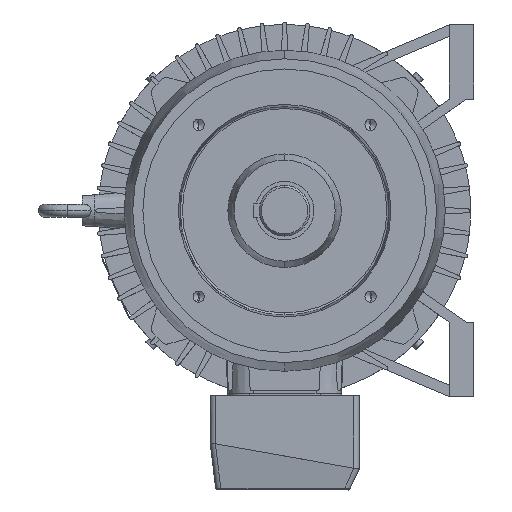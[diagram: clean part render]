
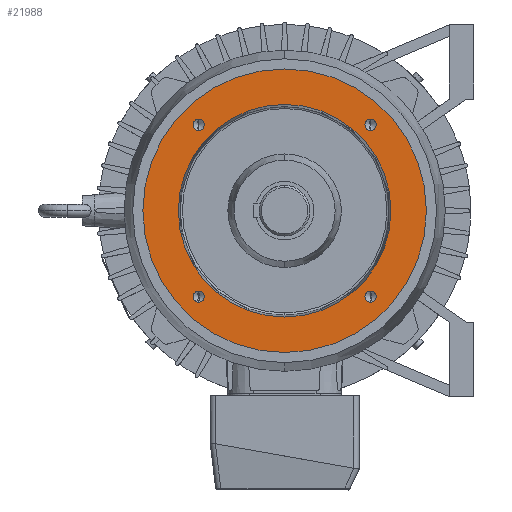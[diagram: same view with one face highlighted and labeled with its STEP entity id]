
A CAD part, left-side view. The second image highlights one B-rep face of the part: STEP entity #21988.
In plain terms, the highlighted planar face has unit normal (-1, 0, 0).
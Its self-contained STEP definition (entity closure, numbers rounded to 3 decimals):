
#16394 = CARTESIAN_POINT ( 'NONE',  ( -86., -80.822, -86.122 ) ) ;
#438 = VERTEX_POINT ( 'NONE', #21366 ) ;
#540 = CARTESIAN_POINT ( 'NONE',  ( -86., 80.822, 86.122 ) ) ;
#721 = EDGE_CURVE ( 'NONE', #1853, #438, #21638, .T. ) ;
#859 = CIRCLE ( 'NONE', #860, 5.3 ) ;
#860 = AXIS2_PLACEMENT_3D ( 'NONE', #861, #862, #873 ) ;
#861 = CARTESIAN_POINT ( 'NONE',  ( -86., 80.822, 80.822 ) ) ;
#862 = DIRECTION ( 'NONE',  ( -1., 0., 0. ) ) ;
#873 = DIRECTION ( 'NONE',  ( 0., 0., 1. ) ) ;
#17771 = CARTESIAN_POINT ( 'NONE',  ( -86., 0., -133.35 ) ) ;
#18035 = VERTEX_POINT ( 'NONE', #14961 ) ;
#1825 = CIRCLE ( 'NONE', #1826, 5.3 ) ;
#1826 = AXIS2_PLACEMENT_3D ( 'NONE', #1827, #1828, #1829 ) ;
#1827 = CARTESIAN_POINT ( 'NONE',  ( -86., -80.822, 80.822 ) ) ;
#1828 = DIRECTION ( 'NONE',  ( -1., 0., 0. ) ) ;
#1829 = DIRECTION ( 'NONE',  ( 0., 0., 1. ) ) ;
#1853 = VERTEX_POINT ( 'NONE', #23320 ) ;
#18319 = EDGE_CURVE ( 'NONE', #19493, #18035, #15197, .T. ) ;
#2167 = CARTESIAN_POINT ( 'NONE',  ( -86., -80.822, 86.122 ) ) ;
#2342 = CIRCLE ( 'NONE', #2343, 5.3 ) ;
#2343 = AXIS2_PLACEMENT_3D ( 'NONE', #2348, #2349, #2350 ) ;
#2348 = CARTESIAN_POINT ( 'NONE',  ( -86., -80.822, 80.822 ) ) ;
#2349 = DIRECTION ( 'NONE',  ( -1., 0., 0. ) ) ;
#2350 = DIRECTION ( 'NONE',  ( 0., 0., 1. ) ) ;
#18906 = CIRCLE ( 'NONE', #18907, 133.35 ) ;
#18907 = AXIS2_PLACEMENT_3D ( 'NONE', #18908, #18909, #18910 ) ;
#18908 = CARTESIAN_POINT ( 'NONE',  ( -86., 0., 0. ) ) ;
#18909 = DIRECTION ( 'NONE',  ( -1., 0., 0. ) ) ;
#18910 = DIRECTION ( 'NONE',  ( 0., 0., 1. ) ) ;
#19050 = VERTEX_POINT ( 'NONE', #15902 ) ;
#19180 = FACE_BOUND ( 'NONE', #9675, .T. ) ;
#19181 = FACE_BOUND ( 'NONE', #7580, .T. ) ;
#19182 = FACE_BOUND ( 'NONE', #5497, .T. ) ;
#19183 = FACE_BOUND ( 'NONE', #15405, .T. ) ;
#19184 = FACE_BOUND ( 'NONE', #13075, .T. ) ;
#19196 = FACE_OUTER_BOUND ( 'NONE', #11463, .T. ) ;
#19197 = PLANE ( 'NONE',  #19198 ) ;
#19198 = AXIS2_PLACEMENT_3D ( 'NONE', #19199, #19200, #19201 ) ;
#19199 = CARTESIAN_POINT ( 'NONE',  ( -86., 133.35, 0. ) ) ;
#19200 = DIRECTION ( 'NONE',  ( 1., 0., 0. ) ) ;
#19201 = DIRECTION ( 'NONE',  ( 0., 0., -1. ) ) ;
#19316 = EDGE_CURVE ( 'NONE', #19050, #20455, #16165, .T. ) ;
#19493 = VERTEX_POINT ( 'NONE', #16394 ) ;
#3124 = VERTEX_POINT ( 'NONE', #540 ) ;
#19534 = CIRCLE ( 'NONE', #19535, 100. ) ;
#19535 = AXIS2_PLACEMENT_3D ( 'NONE', #19546, #19547, #19548 ) ;
#19546 = CARTESIAN_POINT ( 'NONE',  ( -86., 0., 0. ) ) ;
#19547 = DIRECTION ( 'NONE',  ( -1., 0., 0. ) ) ;
#19548 = DIRECTION ( 'NONE',  ( 0., 0., 1. ) ) ;
#3206 = CARTESIAN_POINT ( 'NONE',  ( -86., -80.822, 75.522 ) ) ;
#3422 = EDGE_CURVE ( 'NONE', #16319, #3124, #859, .T. ) ;
#3698 = CIRCLE ( 'NONE', #3699, 5.3 ) ;
#3699 = AXIS2_PLACEMENT_3D ( 'NONE', #3700, #3701, #3702 ) ;
#3700 = CARTESIAN_POINT ( 'NONE',  ( -86., 80.822, 80.822 ) ) ;
#3701 = DIRECTION ( 'NONE',  ( -1., 0., 0. ) ) ;
#3702 = DIRECTION ( 'NONE',  ( 0., 0., 1. ) ) ;
#20455 = VERTEX_POINT ( 'NONE', #17771 ) ;
#4362 = EDGE_CURVE ( 'NONE', #4502, #5910, #1825, .T. ) ;
#4502 = VERTEX_POINT ( 'NONE', #2167 ) ;
#4788 = EDGE_CURVE ( 'NONE', #5910, #4502, #2342, .T. ) ;
#4840 = ORIENTED_EDGE ( 'NONE', *, *, #4362, .F. ) ;
#21366 = CARTESIAN_POINT ( 'NONE',  ( -86., 0., 100. ) ) ;
#21592 = EDGE_CURVE ( 'NONE', #20455, #19050, #18906, .T. ) ;
#21638 = CIRCLE ( 'NONE', #21639, 100. ) ;
#21639 = AXIS2_PLACEMENT_3D ( 'NONE', #21640, #21641, #21642 ) ;
#21640 = CARTESIAN_POINT ( 'NONE',  ( -86., 0., 0. ) ) ;
#21641 = DIRECTION ( 'NONE',  ( -1., 0., 0. ) ) ;
#21642 = DIRECTION ( 'NONE',  ( 0., 0., 1. ) ) ;
#5497 = EDGE_LOOP ( 'NONE', ( #4840, #15648 ) ) ;
#21988 = ADVANCED_FACE ( 'NONE', ( #19180, #19181, #19182, #19183, #19184, #19196 ), #19197, .F. ) ;
#5790 = ORIENTED_EDGE ( 'NONE', *, *, #3422, .F. ) ;
#5910 = VERTEX_POINT ( 'NONE', #3206 ) ;
#5949 = CIRCLE ( 'NONE', #5950, 5.3 ) ;
#5950 = AXIS2_PLACEMENT_3D ( 'NONE', #5960, #5961, #5962 ) ;
#5960 = CARTESIAN_POINT ( 'NONE',  ( -86., 80.822, -80.822 ) ) ;
#5961 = DIRECTION ( 'NONE',  ( -1., 0., 0. ) ) ;
#5962 = DIRECTION ( 'NONE',  ( 0., 0., 1. ) ) ;
#22498 = EDGE_CURVE ( 'NONE', #438, #1853, #19534, .T. ) ;
#6456 = EDGE_CURVE ( 'NONE', #3124, #16319, #3698, .T. ) ;
#6927 = ORIENTED_EDGE ( 'NONE', *, *, #6456, .F. ) ;
#23320 = CARTESIAN_POINT ( 'NONE',  ( -86., 0., -100. ) ) ;
#7580 = EDGE_LOOP ( 'NONE', ( #6927, #5790 ) ) ;
#7899 = ORIENTED_EDGE ( 'NONE', *, *, #13886, .F. ) ;
#8559 = EDGE_CURVE ( 'NONE', #13606, #15020, #5949, .T. ) ;
#9023 = ORIENTED_EDGE ( 'NONE', *, *, #8559, .F. ) ;
#9675 = EDGE_LOOP ( 'NONE', ( #9023, #7899 ) ) ;
#10130 = ORIENTED_EDGE ( 'NONE', *, *, #21592, .T. ) ;
#10802 = ORIENTED_EDGE ( 'NONE', *, *, #19316, .T. ) ;
#11030 = CARTESIAN_POINT ( 'NONE',  ( -86., 80.822, -75.522 ) ) ;
#11276 = CIRCLE ( 'NONE', #11277, 5.3 ) ;
#11277 = AXIS2_PLACEMENT_3D ( 'NONE', #11278, #11279, #11280 ) ;
#11278 = CARTESIAN_POINT ( 'NONE',  ( -86., 80.822, -80.822 ) ) ;
#11279 = DIRECTION ( 'NONE',  ( -1., 0., 0. ) ) ;
#11280 = DIRECTION ( 'NONE',  ( 0., 0., 1. ) ) ;
#11463 = EDGE_LOOP ( 'NONE', ( #10802, #10130 ) ) ;
#11556 = CIRCLE ( 'NONE', #11557, 5.3 ) ;
#11557 = AXIS2_PLACEMENT_3D ( 'NONE', #11558, #11567, #11568 ) ;
#11558 = CARTESIAN_POINT ( 'NONE',  ( -86., -80.822, -80.822 ) ) ;
#11567 = DIRECTION ( 'NONE',  ( -1., 0., 0. ) ) ;
#11568 = DIRECTION ( 'NONE',  ( 0., 0., 1. ) ) ;
#11774 = ORIENTED_EDGE ( 'NONE', *, *, #721, .F. ) ;
#12330 = CARTESIAN_POINT ( 'NONE',  ( -86., 80.822, -86.122 ) ) ;
#12427 = ORIENTED_EDGE ( 'NONE', *, *, #22498, .F. ) ;
#13075 = EDGE_LOOP ( 'NONE', ( #12427, #11774 ) ) ;
#13209 = CARTESIAN_POINT ( 'NONE',  ( -86., 80.822, 75.522 ) ) ;
#13392 = ORIENTED_EDGE ( 'NONE', *, *, #18319, .F. ) ;
#13606 = VERTEX_POINT ( 'NONE', #11030 ) ;
#13886 = EDGE_CURVE ( 'NONE', #15020, #13606, #11276, .T. ) ;
#14276 = EDGE_CURVE ( 'NONE', #18035, #19493, #11556, .T. ) ;
#14737 = ORIENTED_EDGE ( 'NONE', *, *, #14276, .F. ) ;
#14961 = CARTESIAN_POINT ( 'NONE',  ( -86., -80.822, -75.522 ) ) ;
#15020 = VERTEX_POINT ( 'NONE', #12330 ) ;
#15197 = CIRCLE ( 'NONE', #15198, 5.3 ) ;
#15198 = AXIS2_PLACEMENT_3D ( 'NONE', #15199, #15200, #15201 ) ;
#15199 = CARTESIAN_POINT ( 'NONE',  ( -86., -80.822, -80.822 ) ) ;
#15200 = DIRECTION ( 'NONE',  ( -1., 0., 0. ) ) ;
#15201 = DIRECTION ( 'NONE',  ( 0., 0., 1. ) ) ;
#15405 = EDGE_LOOP ( 'NONE', ( #14737, #13392 ) ) ;
#15648 = ORIENTED_EDGE ( 'NONE', *, *, #4788, .F. ) ;
#15902 = CARTESIAN_POINT ( 'NONE',  ( -86., 0., 133.35 ) ) ;
#16165 = CIRCLE ( 'NONE', #16166, 133.35 ) ;
#16166 = AXIS2_PLACEMENT_3D ( 'NONE', #16170, #16171, #16172 ) ;
#16170 = CARTESIAN_POINT ( 'NONE',  ( -86., 0., 0. ) ) ;
#16171 = DIRECTION ( 'NONE',  ( -1., 0., 0. ) ) ;
#16172 = DIRECTION ( 'NONE',  ( 0., 0., 1. ) ) ;
#16319 = VERTEX_POINT ( 'NONE', #13209 ) ;
